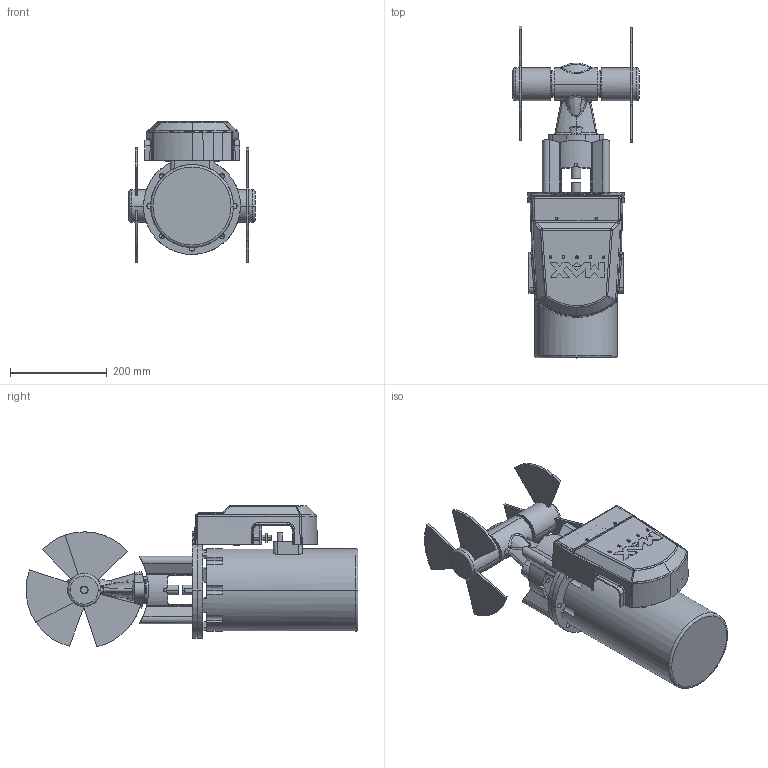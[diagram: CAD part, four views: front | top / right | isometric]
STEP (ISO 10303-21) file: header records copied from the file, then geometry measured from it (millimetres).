
FILE_DESCRIPTION(('CATIA V5 STEP Exchange'),'2;1');
FILE_NAME('CT165.stp','2014-11-20T09:12:49+00:00',('none'),('none'),'CATIA Version 5 Release 21 GA (IN-10)','CATIA V5 STEP AP203','none');
FILE_SCHEMA(('CONFIG_CONTROL_DESIGN'));
Products named in the file (1): CT165
Bounding box: 260 x 684.9 x 292.15 mm (x, y, z)
Volume: 10878205 mm3; surface area: 881678.6 mm2
Topology: 6 solids, 10 shells, 1008 faces, 2724 edges, 1803 vertices
Faces by surface type: plane 475, cylinder 266, bspline 192, torus 38, cone 27, revolution 6, sphere 4
Entity records: 42952 total; most frequent: CARTESIAN_POINT 21167, ORIENTED_EDGE 5420, DIRECTION 2919, EDGE_CURVE 2710, VERTEX_POINT 1803, VECTOR 1246, LINE 1246, AXIS2_PLACEMENT_3D 1140
